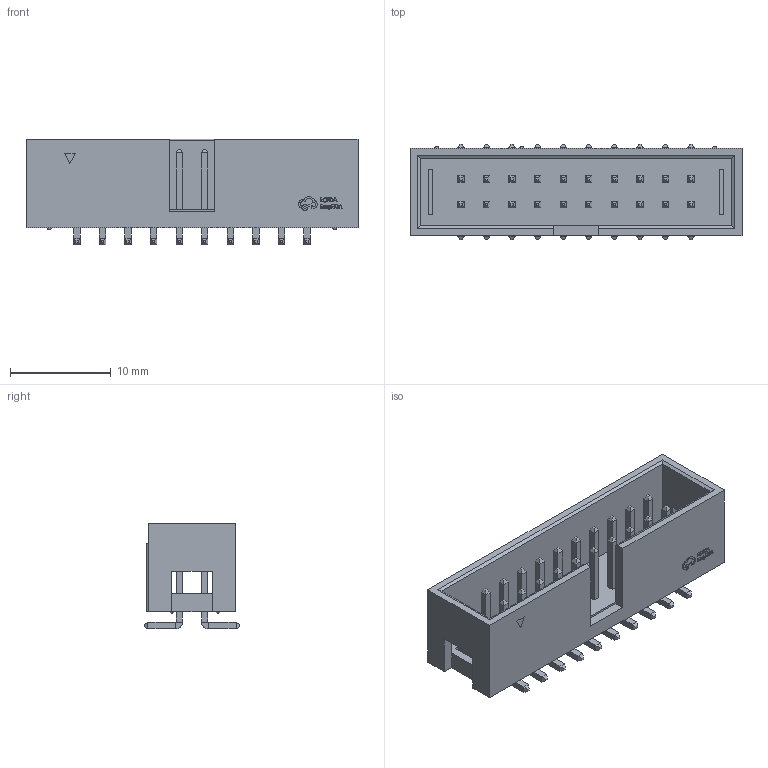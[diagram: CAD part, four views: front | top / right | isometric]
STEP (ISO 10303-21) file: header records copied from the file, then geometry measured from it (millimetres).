
FILE_DESCRIPTION (( 'STEP AP214' ), '1' );
FILE_NAME ('CONN-SMD_20P-P2.54_BH-00019.step', '2022-07-29T12:17:02', ( '' ), ( '' ), 'SwSTEP 2.0', 'SolidWorks 2020', '' );
FILE_SCHEMA (( 'AUTOMOTIVE_DESIGN' ));
Length unit declared in the file: millimetre
Products named in the file (1): CONN-SMD_20P-P2.54_BH-00019
Bounding box: 33 x 9.5 x 10.5 mm (x, y, z)
Volume: 1069.8 mm3; surface area: 2451.5 mm2
Topology: 14 solids, 14 shells, 967 faces, 2297 edges, 1420 vertices
Faces by surface type: plane 804, bspline 112, cylinder 43, sphere 8
Entity records: 38961 total; most frequent: CARTESIAN_POINT 6765, ORIENTED_EDGE 4562, DIRECTION 3867, EDGE_CURVE 2281, VECTOR 1951, LINE 1951, VERTEX_POINT 1412, EDGE_LOOP 1053
